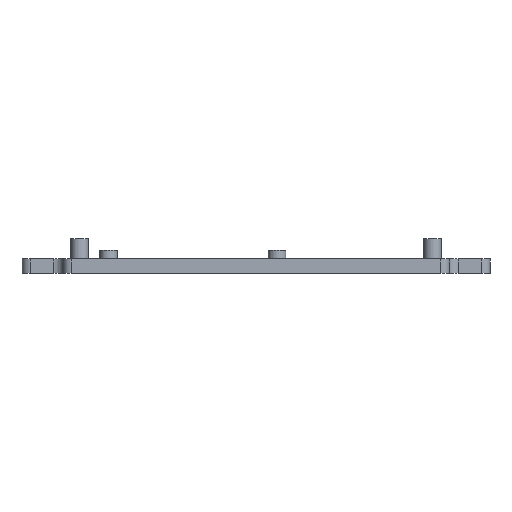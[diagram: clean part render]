
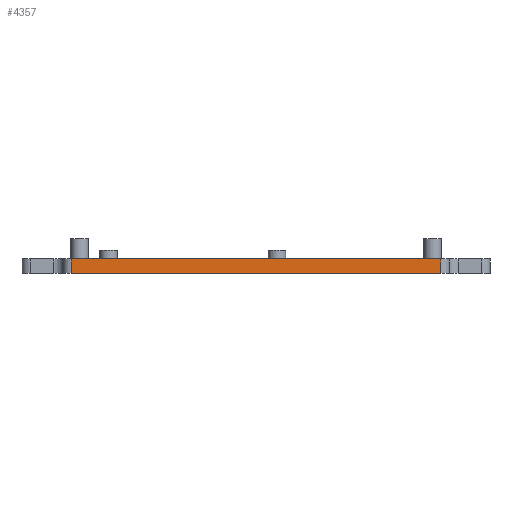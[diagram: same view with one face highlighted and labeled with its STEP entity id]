
A CAD part, front view. The second image highlights one B-rep face of the part: STEP entity #4357.
In plain terms, the highlighted planar face has unit normal (0, -1, 0).
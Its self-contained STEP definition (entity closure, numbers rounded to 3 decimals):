
#55 = PLANE('',#56);
#56 = AXIS2_PLACEMENT_3D('',#57,#58,#59);
#57 = CARTESIAN_POINT('',(0.,6.198,0.));
#58 = DIRECTION('',(-0.,-0.,-1.));
#59 = DIRECTION('',(-1.,0.,0.));
#111 = PLANE('',#112);
#112 = AXIS2_PLACEMENT_3D('',#113,#114,#115);
#113 = CARTESIAN_POINT('',(0.,6.198,5.));
#114 = DIRECTION('',(0.,0.,1.));
#115 = DIRECTION('',(1.,0.,0.));
#137 = CYLINDRICAL_SURFACE('',#138,3.);
#138 = AXIS2_PLACEMENT_3D('',#139,#140,#141);
#139 = CARTESIAN_POINT('',(63.5,-29.,0.));
#140 = DIRECTION('',(0.,0.,1.));
#141 = DIRECTION('',(1.,0.,0.));
#918 = VERTEX_POINT('',#919);
#919 = CARTESIAN_POINT('',(63.5,-32.,0.));
#941 = EDGE_CURVE('',#918,#942,#944,.T.);
#942 = VERTEX_POINT('',#943);
#943 = CARTESIAN_POINT('',(-63.5,-32.,0.));
#944 = SURFACE_CURVE('',#945,(#949,#956),.PCURVE_S1.);
#945 = LINE('',#946,#947);
#946 = CARTESIAN_POINT('',(66.5,-32.,0.));
#947 = VECTOR('',#948,1.);
#948 = DIRECTION('',(-1.,0.,0.));
#949 = PCURVE('',#55,#950);
#950 = DEFINITIONAL_REPRESENTATION('',(#951),#955);
#951 = LINE('',#952,#953);
#952 = CARTESIAN_POINT('',(-66.5,-38.198));
#953 = VECTOR('',#954,1.);
#954 = DIRECTION('',(1.,0.));
#955 = ( GEOMETRIC_REPRESENTATION_CONTEXT(2) 
PARAMETRIC_REPRESENTATION_CONTEXT() REPRESENTATION_CONTEXT('2D SPACE',''
  ) );
#956 = PCURVE('',#957,#962);
#957 = PLANE('',#958);
#958 = AXIS2_PLACEMENT_3D('',#959,#960,#961);
#959 = CARTESIAN_POINT('',(66.5,-32.,0.));
#960 = DIRECTION('',(0.,-1.,0.));
#961 = DIRECTION('',(-1.,0.,0.));
#962 = DEFINITIONAL_REPRESENTATION('',(#963),#967);
#963 = LINE('',#964,#965);
#964 = CARTESIAN_POINT('',(0.,-0.));
#965 = VECTOR('',#966,1.);
#966 = DIRECTION('',(1.,0.));
#967 = ( GEOMETRIC_REPRESENTATION_CONTEXT(2) 
PARAMETRIC_REPRESENTATION_CONTEXT() REPRESENTATION_CONTEXT('2D SPACE',''
  ) );
#986 = CYLINDRICAL_SURFACE('',#987,3.);
#987 = AXIS2_PLACEMENT_3D('',#988,#989,#990);
#988 = CARTESIAN_POINT('',(-63.5,-29.,0.));
#989 = DIRECTION('',(0.,0.,1.));
#990 = DIRECTION('',(0.,-1.,0.));
#1959 = EDGE_CURVE('',#918,#1960,#1962,.T.);
#1960 = VERTEX_POINT('',#1961);
#1961 = CARTESIAN_POINT('',(63.5,-32.,5.));
#1962 = SURFACE_CURVE('',#1963,(#1967,#1974),.PCURVE_S1.);
#1963 = LINE('',#1964,#1965);
#1964 = CARTESIAN_POINT('',(63.5,-32.,0.));
#1965 = VECTOR('',#1966,1.);
#1966 = DIRECTION('',(0.,0.,1.));
#1967 = PCURVE('',#137,#1968);
#1968 = DEFINITIONAL_REPRESENTATION('',(#1969),#1973);
#1969 = LINE('',#1970,#1971);
#1970 = CARTESIAN_POINT('',(-1.571,0.));
#1971 = VECTOR('',#1972,1.);
#1972 = DIRECTION('',(-0.,1.));
#1973 = ( GEOMETRIC_REPRESENTATION_CONTEXT(2) 
PARAMETRIC_REPRESENTATION_CONTEXT() REPRESENTATION_CONTEXT('2D SPACE',''
  ) );
#1974 = PCURVE('',#957,#1975);
#1975 = DEFINITIONAL_REPRESENTATION('',(#1976),#1980);
#1976 = LINE('',#1977,#1978);
#1977 = CARTESIAN_POINT('',(3.,0.));
#1978 = VECTOR('',#1979,1.);
#1979 = DIRECTION('',(0.,-1.));
#1980 = ( GEOMETRIC_REPRESENTATION_CONTEXT(2) 
PARAMETRIC_REPRESENTATION_CONTEXT() REPRESENTATION_CONTEXT('2D SPACE',''
  ) );
#2281 = VERTEX_POINT('',#2282);
#2282 = CARTESIAN_POINT('',(-63.5,-32.,5.));
#2308 = EDGE_CURVE('',#1960,#2281,#2309,.T.);
#2309 = SURFACE_CURVE('',#2310,(#2314,#2321),.PCURVE_S1.);
#2310 = LINE('',#2311,#2312);
#2311 = CARTESIAN_POINT('',(66.5,-32.,5.));
#2312 = VECTOR('',#2313,1.);
#2313 = DIRECTION('',(-1.,0.,0.));
#2314 = PCURVE('',#111,#2315);
#2315 = DEFINITIONAL_REPRESENTATION('',(#2316),#2320);
#2316 = LINE('',#2317,#2318);
#2317 = CARTESIAN_POINT('',(66.5,-38.198));
#2318 = VECTOR('',#2319,1.);
#2319 = DIRECTION('',(-1.,0.));
#2320 = ( GEOMETRIC_REPRESENTATION_CONTEXT(2) 
PARAMETRIC_REPRESENTATION_CONTEXT() REPRESENTATION_CONTEXT('2D SPACE',''
  ) );
#2321 = PCURVE('',#957,#2322);
#2322 = DEFINITIONAL_REPRESENTATION('',(#2323),#2327);
#2323 = LINE('',#2324,#2325);
#2324 = CARTESIAN_POINT('',(0.,-5.));
#2325 = VECTOR('',#2326,1.);
#2326 = DIRECTION('',(1.,0.));
#2327 = ( GEOMETRIC_REPRESENTATION_CONTEXT(2) 
PARAMETRIC_REPRESENTATION_CONTEXT() REPRESENTATION_CONTEXT('2D SPACE',''
  ) );
#4310 = EDGE_CURVE('',#942,#2281,#4311,.T.);
#4311 = SURFACE_CURVE('',#4312,(#4316,#4323),.PCURVE_S1.);
#4312 = LINE('',#4313,#4314);
#4313 = CARTESIAN_POINT('',(-63.5,-32.,0.));
#4314 = VECTOR('',#4315,1.);
#4315 = DIRECTION('',(0.,0.,1.));
#4316 = PCURVE('',#986,#4317);
#4317 = DEFINITIONAL_REPRESENTATION('',(#4318),#4322);
#4318 = LINE('',#4319,#4320);
#4319 = CARTESIAN_POINT('',(-0.,0.));
#4320 = VECTOR('',#4321,1.);
#4321 = DIRECTION('',(-0.,1.));
#4322 = ( GEOMETRIC_REPRESENTATION_CONTEXT(2) 
PARAMETRIC_REPRESENTATION_CONTEXT() REPRESENTATION_CONTEXT('2D SPACE',''
  ) );
#4323 = PCURVE('',#957,#4324);
#4324 = DEFINITIONAL_REPRESENTATION('',(#4325),#4329);
#4325 = LINE('',#4326,#4327);
#4326 = CARTESIAN_POINT('',(130.,0.));
#4327 = VECTOR('',#4328,1.);
#4328 = DIRECTION('',(0.,-1.));
#4329 = ( GEOMETRIC_REPRESENTATION_CONTEXT(2) 
PARAMETRIC_REPRESENTATION_CONTEXT() REPRESENTATION_CONTEXT('2D SPACE',''
  ) );
#4357 = ADVANCED_FACE('',(#4358),#957,.T.);
#4358 = FACE_BOUND('',#4359,.T.);
#4359 = EDGE_LOOP('',(#4360,#4361,#4362,#4363));
#4360 = ORIENTED_EDGE('',*,*,#941,.F.);
#4361 = ORIENTED_EDGE('',*,*,#1959,.T.);
#4362 = ORIENTED_EDGE('',*,*,#2308,.T.);
#4363 = ORIENTED_EDGE('',*,*,#4310,.F.);
